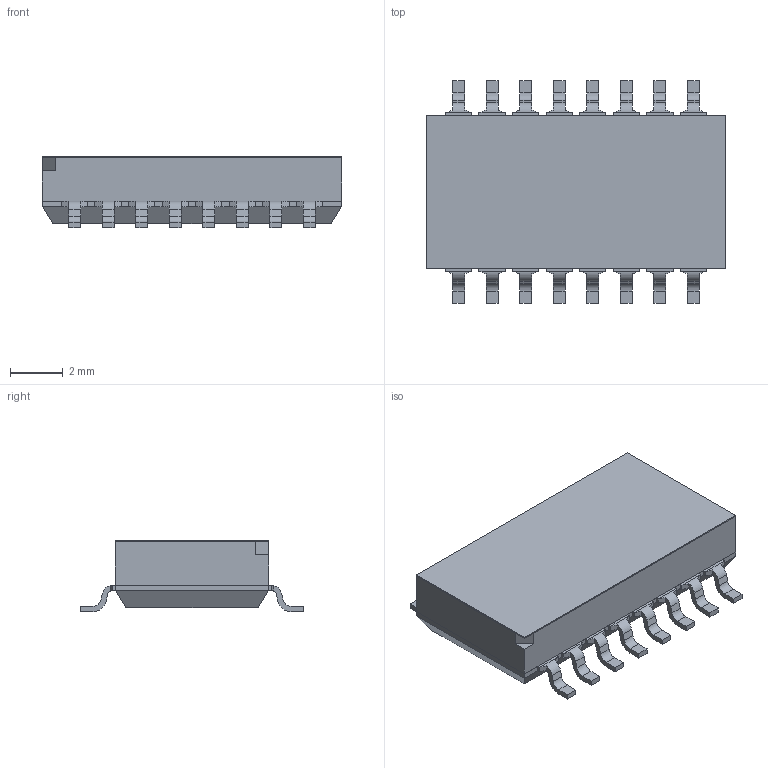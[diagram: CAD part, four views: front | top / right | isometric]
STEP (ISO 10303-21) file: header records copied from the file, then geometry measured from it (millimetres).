
FILE_DESCRIPTION( ( 'Unknown' ), '1' );
FILE_NAME( '416131160808.stp', 'Unknown', ( 'Unknown' ), ( 'Unknown' ), 'PSStep 17.0.49', 'Unknown', ' ' );
FILE_SCHEMA( ( 'AUTOMOTIVE_DESIGN { 1 0 10303 214 1 1 1 1 }' ) );
Length unit declared in the file: millimetre
Products named in the file (8): Assem1; Terminal; Actuator; Contact; Lead_Terminal 08; Housing_08; Cover_Tape_08
Assembly tree (35 placements, depth 2):
  Assem1
    Terminal  x8
    Terminal  x8
    Actuator  x8
    Contact  x8
    Lead_Terminal 08
    Housing_08
    Cover_Tape_08
Bounding box: 11.33 x 8.44 x 2.7 mm (x, y, z)
Volume: 134.9 mm3; surface area: 847.1 mm2
Topology: 35 solids, 35 shells, 1223 faces, 3301 edges, 2150 vertices
Faces by surface type: plane 1018, cylinder 184, extrusion 21
Full cylindrical faces by diameter (mm): 0.5 x8
Entity records: 21817 total; most frequent: CARTESIAN_POINT 4318, ORIENTED_EDGE 2864, DIRECTION 2401, EDGE_CURVE 1432, VECTOR 1201, LINE 1180, VERTEX_POINT 924, AXIS2_PLACEMENT_3D 600
